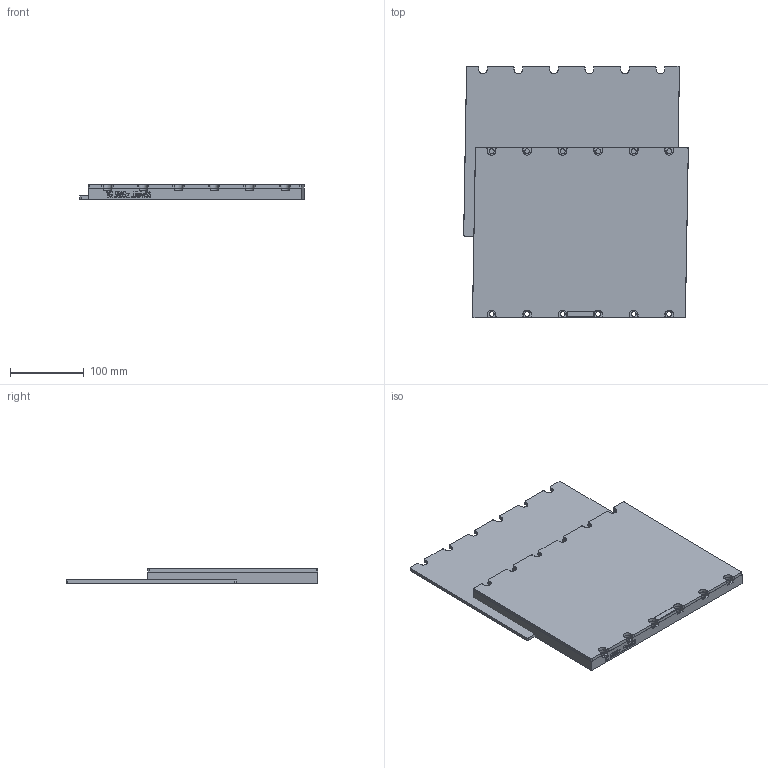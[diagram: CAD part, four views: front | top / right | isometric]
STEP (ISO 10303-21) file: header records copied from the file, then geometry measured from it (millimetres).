
FILE_DESCRIPTION( ( 'Unknown' ), '1' );
FILE_NAME( 'Magnetplate TG288 15052006.stp', 'Unknown', ( 'Unknown' ), ( 'Unknown' ), 'XStep 1.0', 'Unknown', ' ' );
FILE_SCHEMA( ( 'CONFIG_CONTROL_DESIGN' ) );
Length unit declared in the file: millimetre
Products named in the file (18): 4022 368 11161; Assem1; Gravering 288mm; 4022 363 70952; Giethars 288mm
Bounding box: 303.75 x 340.1 x 19.2 mm (x, y, z)
Surface area: 723314 mm2
Topology: 47 solids, 47 shells, 818 faces, 2169 edges, 1447 vertices
Faces by surface type: plane 577, cylinder 89, cone 80, extrusion 72
Full cylindrical faces by diameter (mm): 5 x3, 6.6 x36
Entity records: 11016 total; most frequent: CARTESIAN_POINT 2919, ORIENTED_EDGE 1590, DIRECTION 1329, EDGE_CURVE 795, VERTEX_POINT 540, VECTOR 451, AXIS2_PLACEMENT_3D 439, LINE 427
